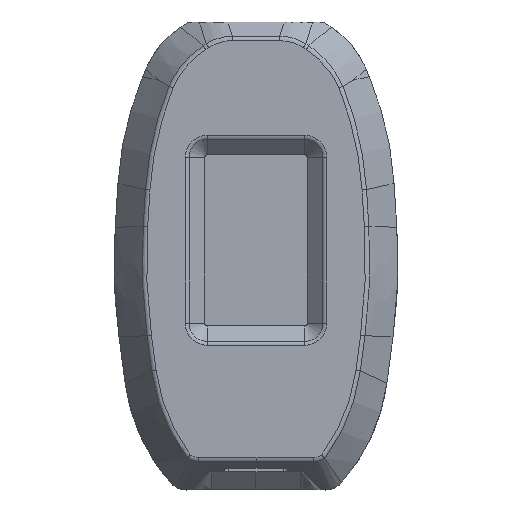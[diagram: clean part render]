
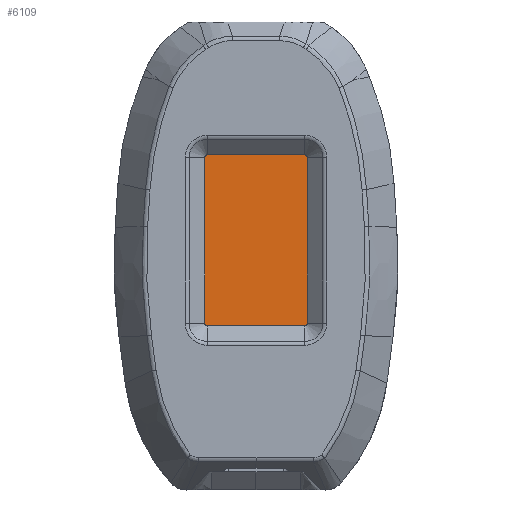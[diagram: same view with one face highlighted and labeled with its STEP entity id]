
A CAD part, top view. The second image highlights one B-rep face of the part: STEP entity #6109.
In plain terms, the highlighted planar face has unit normal (0, 0, 1).
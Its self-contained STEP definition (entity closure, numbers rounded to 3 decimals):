
#164=PLANE('',#6514);
#443=LINE('',#9751,#1048);
#489=LINE('',#9844,#1094);
#491=LINE('',#9848,#1096);
#493=LINE('',#9852,#1098);
#496=LINE('',#9857,#1101);
#497=LINE('',#9860,#1102);
#499=LINE('',#9864,#1104);
#501=LINE('',#9868,#1106);
#503=LINE('',#9872,#1108);
#511=LINE('',#9886,#1116);
#512=LINE('',#9888,#1117);
#1048=VECTOR('',#7124,10.);
#1094=VECTOR('',#7218,10.);
#1096=VECTOR('',#7222,10.);
#1098=VECTOR('',#7226,10.);
#1101=VECTOR('',#7231,10.);
#1102=VECTOR('',#7234,10.);
#1104=VECTOR('',#7238,10.);
#1106=VECTOR('',#7242,10.);
#1108=VECTOR('',#7246,10.);
#1116=VECTOR('',#7264,10.);
#1117=VECTOR('',#7267,10.);
#1691=FACE_OUTER_BOUND('',#2068,.T.);
#2068=EDGE_LOOP('',(#4686,#4687,#4688,#4689,#4690,#4691,#4692,#4693,#4694,
#4695,#4696));
#2785=VERTEX_POINT('',#9748);
#2786=VERTEX_POINT('',#9750);
#2808=VERTEX_POINT('',#9841);
#2809=VERTEX_POINT('',#9843);
#2810=VERTEX_POINT('',#9847);
#2811=VERTEX_POINT('',#9851);
#2812=VERTEX_POINT('',#9855);
#2813=VERTEX_POINT('',#9859);
#2814=VERTEX_POINT('',#9863);
#2815=VERTEX_POINT('',#9867);
#2816=VERTEX_POINT('',#9871);
#3426=EDGE_CURVE('',#2786,#2785,#443,.T.);
#3472=EDGE_CURVE('',#2809,#2808,#489,.T.);
#3474=EDGE_CURVE('',#2810,#2809,#491,.F.);
#3476=EDGE_CURVE('',#2811,#2810,#493,.F.);
#3479=EDGE_CURVE('',#2812,#2811,#496,.F.);
#3480=EDGE_CURVE('',#2813,#2812,#497,.T.);
#3482=EDGE_CURVE('',#2814,#2813,#499,.T.);
#3484=EDGE_CURVE('',#2815,#2814,#501,.T.);
#3486=EDGE_CURVE('',#2816,#2815,#503,.T.);
#3494=EDGE_CURVE('',#2808,#2786,#511,.T.);
#3495=EDGE_CURVE('',#2785,#2816,#512,.T.);
#4686=ORIENTED_EDGE('',*,*,#3426,.T.);
#4687=ORIENTED_EDGE('',*,*,#3495,.T.);
#4688=ORIENTED_EDGE('',*,*,#3486,.T.);
#4689=ORIENTED_EDGE('',*,*,#3484,.T.);
#4690=ORIENTED_EDGE('',*,*,#3482,.T.);
#4691=ORIENTED_EDGE('',*,*,#3480,.T.);
#4692=ORIENTED_EDGE('',*,*,#3479,.T.);
#4693=ORIENTED_EDGE('',*,*,#3476,.T.);
#4694=ORIENTED_EDGE('',*,*,#3474,.T.);
#4695=ORIENTED_EDGE('',*,*,#3472,.T.);
#4696=ORIENTED_EDGE('',*,*,#3494,.T.);
#6109=ADVANCED_FACE('',(#1691),#164,.F.);
#6514=AXIS2_PLACEMENT_3D('',#9887,#7265,#7266);
#7124=DIRECTION('',(0.132,-0.991,0.));
#7218=DIRECTION('',(-0.384,-0.924,0.));
#7222=DIRECTION('',(0.838,0.545,0.));
#7226=DIRECTION('',(1.,0.,0.));
#7231=DIRECTION('',(0.838,-0.545,0.));
#7234=DIRECTION('',(-0.384,0.924,0.));
#7238=DIRECTION('',(-0.063,0.998,0.));
#7242=DIRECTION('',(0.132,0.991,0.));
#7246=DIRECTION('',(1.,0.,0.));
#7264=DIRECTION('',(-0.063,-0.998,0.));
#7265=DIRECTION('center_axis',(0.,0.,-1.));
#7266=DIRECTION('ref_axis',(-1.,0.,0.));
#7267=DIRECTION('',(1.,0.,0.));
#9748=CARTESIAN_POINT('',(2.139,3.002,-16.8));
#9750=CARTESIAN_POINT('',(-0.923,26.019,-16.8));
#9751=CARTESIAN_POINT('',(-1.22,28.252,-16.8));
#9841=CARTESIAN_POINT('',(0.366,46.549,-16.8));
#9843=CARTESIAN_POINT('',(5.804,59.641,-16.8));
#9844=CARTESIAN_POINT('',(-1.36,42.393,-16.8));
#9847=CARTESIAN_POINT('',(7.311,60.622,-16.8));
#9848=CARTESIAN_POINT('',(0.091,55.924,-16.8));
#9851=CARTESIAN_POINT('',(17.779,60.622,-16.8));
#9852=CARTESIAN_POINT('',(14.233,60.622,-16.8));
#9855=CARTESIAN_POINT('',(19.286,59.641,-16.8));
#9857=CARTESIAN_POINT('',(26.932,54.666,-16.8));
#9859=CARTESIAN_POINT('',(24.724,46.549,-16.8));
#9860=CARTESIAN_POINT('',(27.741,39.286,-16.8));
#9863=CARTESIAN_POINT('',(26.013,26.019,-16.8));
#9864=CARTESIAN_POINT('',(25.77,29.882,-16.8));
#9867=CARTESIAN_POINT('',(22.951,3.002,-16.8));
#9868=CARTESIAN_POINT('',(25.545,22.5,-16.8));
#9871=CARTESIAN_POINT('',(12.545,3.003,-16.8));
#9872=CARTESIAN_POINT('',(12.544,3.003,-16.8));
#9886=CARTESIAN_POINT('',(-0.327,35.514,-16.8));
#9887=CARTESIAN_POINT('Origin',(12.545,30.591,-16.8));
#9888=CARTESIAN_POINT('',(9.657,3.003,-16.8));
